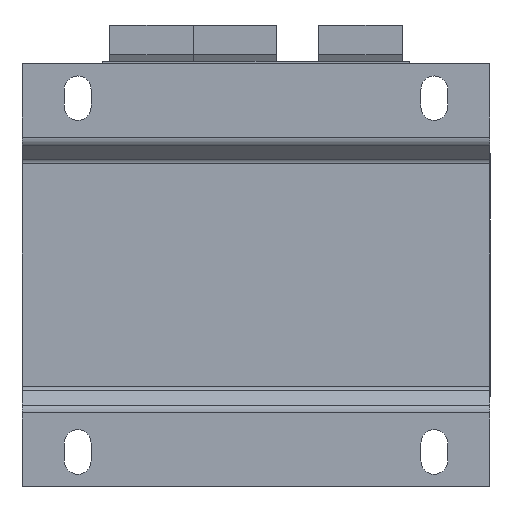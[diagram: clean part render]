
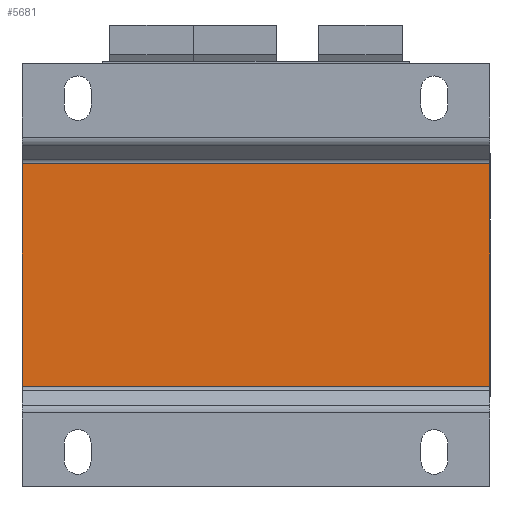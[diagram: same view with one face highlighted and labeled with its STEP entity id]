
A CAD part, front view. The second image highlights one B-rep face of the part: STEP entity #5681.
In plain terms, the highlighted planar face has unit normal (0, -1, 0).
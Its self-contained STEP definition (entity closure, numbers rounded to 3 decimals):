
#4 = VERTEX_POINT ( 'NONE', #6189 ) ;
#75 = CARTESIAN_POINT ( 'NONE',  ( 42., -36., 20. ) ) ;
#201 = CARTESIAN_POINT ( 'NONE',  ( -42., -36., 20. ) ) ;
#227 = VECTOR ( 'NONE', #331, 1000. ) ;
#331 = DIRECTION ( 'NONE',  ( -1., 0., 0. ) ) ;
#926 = DIRECTION ( 'NONE',  ( 0., 0., 1. ) ) ;
#1386 = DIRECTION ( 'NONE',  ( 0., 0., 1. ) ) ;
#1517 = ORIENTED_EDGE ( 'NONE', *, *, #6001, .F. ) ;
#2413 = LINE ( 'NONE', #7206, #4217 ) ;
#2781 = ORIENTED_EDGE ( 'NONE', *, *, #6961, .T. ) ;
#3029 = LINE ( 'NONE', #8648, #7926 ) ;
#3165 = VERTEX_POINT ( 'NONE', #201 ) ;
#3233 = EDGE_CURVE ( 'Defeature ausgef�hrt1_103+Defeature ausgef�hrt1_94+Defeature ausgef�hrt1_101+Defeature ausgef�hrt1_102', #5369, #4, #5132, .T. ) ;
#4217 = VECTOR ( 'NONE', #1386, 1000. ) ;
#4724 = EDGE_LOOP ( 'NONE', ( #6060, #2781, #1517, #5720 ) ) ;
#4997 = AXIS2_PLACEMENT_3D ( 'NONE', #5711, #8452, #926 ) ;
#5027 = PLANE ( 'NONE',  #4997 ) ;
#5034 = VECTOR ( 'NONE', #8233, 1000. ) ;
#5132 = LINE ( 'NONE', #7600, #5034 ) ;
#5330 = LINE ( 'NONE', #6478, #227 ) ;
#5369 = VERTEX_POINT ( 'NONE', #6887 ) ;
#5681 = ADVANCED_FACE ( 'Defeature ausgef�hrt1_94', ( #6018 ), #5027, .F. ) ;
#5711 = CARTESIAN_POINT ( 'NONE',  ( 0., -36., 0. ) ) ;
#5720 = ORIENTED_EDGE ( 'NONE', *, *, #3233, .F. ) ;
#6001 = EDGE_CURVE ( 'Defeature ausgef�hrt1_100+Defeature ausgef�hrt1_94+Defeature ausgef�hrt1_102+Defeature ausgef�hrt1_114', #4, #3165, #2413, .T. ) ;
#6018 = FACE_OUTER_BOUND ( 'NONE', #4724, .T. ) ;
#6060 = ORIENTED_EDGE ( 'NONE', *, *, #8779, .F. ) ;
#6189 = CARTESIAN_POINT ( 'NONE',  ( -42., -36., -20. ) ) ;
#6478 = CARTESIAN_POINT ( 'NONE',  ( 0., -36., 20. ) ) ;
#6887 = CARTESIAN_POINT ( 'NONE',  ( 42., -36., -20. ) ) ;
#6961 = EDGE_CURVE ( 'Defeature ausgef�hrt1_94+Defeature ausgef�hrt1_115+Defeature ausgef�hrt1_99+Defeature ausgef�hrt1_100', #8415, #3165, #5330, .T. ) ;
#7206 = CARTESIAN_POINT ( 'NONE',  ( -42., -36., -38. ) ) ;
#7600 = CARTESIAN_POINT ( 'NONE',  ( 0., -36., -20. ) ) ;
#7926 = VECTOR ( 'NONE', #7999, 1000. ) ;
#7999 = DIRECTION ( 'NONE',  ( 0., 0., -1. ) ) ;
#8233 = DIRECTION ( 'NONE',  ( -1., 0., 0. ) ) ;
#8415 = VERTEX_POINT ( 'NONE', #75 ) ;
#8452 = DIRECTION ( 'NONE',  ( 0., 1., 0. ) ) ;
#8648 = CARTESIAN_POINT ( 'NONE',  ( 42., -36., -38. ) ) ;
#8779 = EDGE_CURVE ( 'Defeature ausgef�hrt1_99+Defeature ausgef�hrt1_94+Defeature ausgef�hrt1_113+Defeature ausgef�hrt1_101', #8415, #5369, #3029, .T. ) ;
